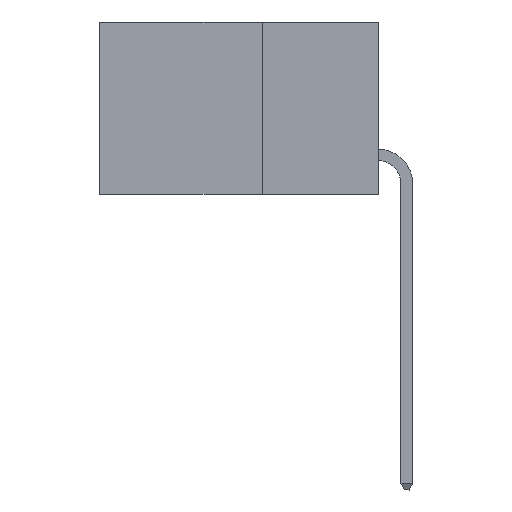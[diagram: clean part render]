
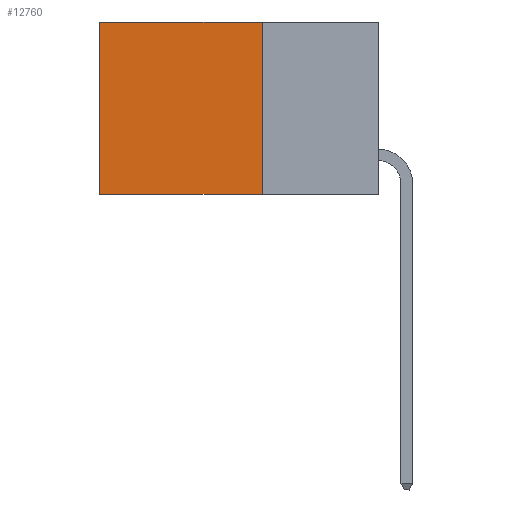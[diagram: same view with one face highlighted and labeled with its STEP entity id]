
A CAD part, left-side view. The second image highlights one B-rep face of the part: STEP entity #12760.
In plain terms, the highlighted planar face has unit normal (-1, 0, 0).
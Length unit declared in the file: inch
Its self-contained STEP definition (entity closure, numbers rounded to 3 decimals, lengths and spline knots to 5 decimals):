
#179 = CARTESIAN_POINT ( 'NONE',  ( 0.298, 0.25, 0. ) ) ;
#624 = ORIENTED_EDGE ( 'NONE', *, *, #4623, .F. ) ;
#823 = CARTESIAN_POINT ( 'NONE',  ( 0.298, 0.25, 0. ) ) ;
#1424 = ORIENTED_EDGE ( 'NONE', *, *, #10525, .T. ) ;
#2307 = CARTESIAN_POINT ( 'NONE',  ( 0.298, 0.25, 0. ) ) ;
#2524 = CARTESIAN_POINT ( 'NONE',  ( 0.298, 0.6, 0. ) ) ;
#2981 = LINE ( 'NONE', #13318, #13792 ) ;
#3014 = VERTEX_POINT ( 'NONE', #5365 ) ;
#3025 = CARTESIAN_POINT ( 'NONE',  ( 0.298, 0.25, -0.37 ) ) ;
#3323 = VERTEX_POINT ( 'NONE', #2524 ) ;
#3409 = PLANE ( 'NONE',  #13854 ) ;
#3557 = EDGE_CURVE ( 'NONE', #3323, #3014, #12012, .T. ) ;
#4346 = EDGE_LOOP ( 'NONE', ( #12944, #624, #10530, #1424 ) ) ;
#4509 = DIRECTION ( 'NONE',  ( 0., 0., -1. ) ) ;
#4608 = DIRECTION ( 'NONE',  ( 0., 0., -1. ) ) ;
#4623 = EDGE_CURVE ( 'NONE', #12568, #3014, #2981, .T. ) ;
#4944 = VECTOR ( 'NONE', #4608, 39.37008 ) ;
#5365 = CARTESIAN_POINT ( 'NONE',  ( 0.298, 0.6, -0.37 ) ) ;
#6019 = DIRECTION ( 'NONE',  ( 0., 1., 0. ) ) ;
#6289 = VECTOR ( 'NONE', #10586, 39.37008 ) ;
#7424 = LINE ( 'NONE', #9225, #9949 ) ;
#7853 = FACE_OUTER_BOUND ( 'NONE', #4346, .T. ) ;
#8011 = DIRECTION ( 'NONE',  ( 0., 1., 0. ) ) ;
#9225 = CARTESIAN_POINT ( 'NONE',  ( 0.298, 0.25, 0. ) ) ;
#9949 = VECTOR ( 'NONE', #6019, 39.37008 ) ;
#10525 = EDGE_CURVE ( 'NONE', #11333, #3323, #7424, .T. ) ;
#10530 = ORIENTED_EDGE ( 'NONE', *, *, #12826, .F. ) ;
#10586 = DIRECTION ( 'NONE',  ( 0., 0., -1. ) ) ;
#11333 = VERTEX_POINT ( 'NONE', #823 ) ;
#12012 = LINE ( 'NONE', #13714, #6289 ) ;
#12548 = LINE ( 'NONE', #179, #4944 ) ;
#12568 = VERTEX_POINT ( 'NONE', #3025 ) ;
#12760 = ADVANCED_FACE ( 'NONE', ( #7853 ), #3409, .F. ) ;
#12826 = EDGE_CURVE ( 'NONE', #11333, #12568, #12548, .T. ) ;
#12944 = ORIENTED_EDGE ( 'NONE', *, *, #3557, .T. ) ;
#13100 = DIRECTION ( 'NONE',  ( 1., 0., 0. ) ) ;
#13318 = CARTESIAN_POINT ( 'NONE',  ( 0.298, 0.25, -0.37 ) ) ;
#13714 = CARTESIAN_POINT ( 'NONE',  ( 0.298, 0.6, 0. ) ) ;
#13792 = VECTOR ( 'NONE', #8011, 39.37008 ) ;
#13854 = AXIS2_PLACEMENT_3D ( 'NONE', #2307, #13100, #4509 ) ;
